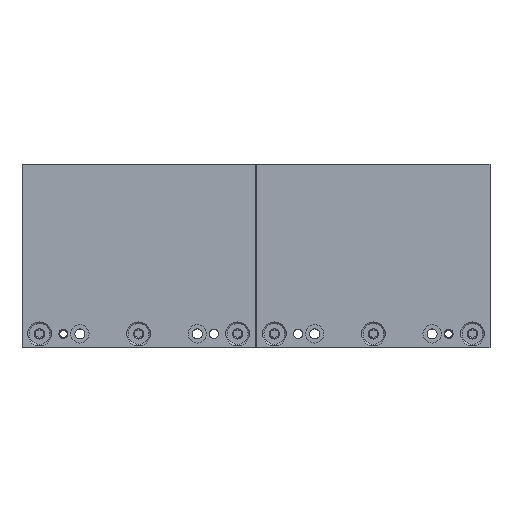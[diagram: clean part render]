
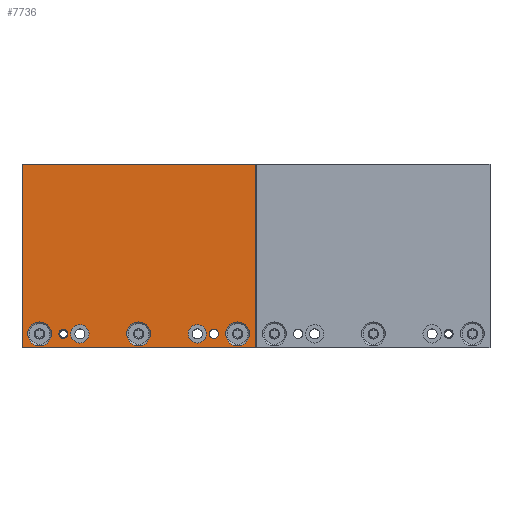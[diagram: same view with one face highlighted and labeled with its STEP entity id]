
A CAD part, top view. The second image highlights one B-rep face of the part: STEP entity #7736.
In plain terms, the highlighted planar face has unit normal (0, 0, 1).
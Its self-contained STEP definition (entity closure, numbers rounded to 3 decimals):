
#595=DIRECTION('',(-1.,0.,0.));
#596=VECTOR('',#595,127.15);
#597=CARTESIAN_POINT('',(-0.425,-16.9,19.055));
#598=LINE('',#597,#596);
#599=CARTESIAN_POINT('',(-105.,-9.45,19.055));
#600=DIRECTION('',(0.,0.,-1.));
#601=DIRECTION('',(-1.,0.,0.));
#602=AXIS2_PLACEMENT_3D('',#599,#600,#601);
#604=CARTESIAN_POINT('',(-105.,-9.45,19.055));
#605=DIRECTION('',(0.,0.,-1.));
#606=DIRECTION('',(1.,0.,0.));
#607=AXIS2_PLACEMENT_3D('',#604,#605,#606);
#609=CARTESIAN_POINT('',(-23.,-9.45,19.055));
#610=DIRECTION('',(0.,0.,-1.));
#611=DIRECTION('',(-1.,0.,0.));
#612=AXIS2_PLACEMENT_3D('',#609,#610,#611);
#614=CARTESIAN_POINT('',(-23.,-9.45,19.055));
#615=DIRECTION('',(0.,0.,-1.));
#616=DIRECTION('',(1.,0.,0.));
#617=AXIS2_PLACEMENT_3D('',#614,#615,#616);
#619=CARTESIAN_POINT('',(-96.,-9.45,19.055));
#620=DIRECTION('',(0.,0.,1.));
#621=DIRECTION('',(-1.,0.,0.));
#622=AXIS2_PLACEMENT_3D('',#619,#620,#621);
#624=CARTESIAN_POINT('',(-96.,-9.45,19.055));
#625=DIRECTION('',(0.,0.,1.));
#626=DIRECTION('',(1.,0.,0.));
#627=AXIS2_PLACEMENT_3D('',#624,#625,#626);
#629=CARTESIAN_POINT('',(-32.,-9.45,19.055));
#630=DIRECTION('',(0.,0.,1.));
#631=DIRECTION('',(-1.,0.,0.));
#632=AXIS2_PLACEMENT_3D('',#629,#630,#631);
#634=CARTESIAN_POINT('',(-32.,-9.45,19.055));
#635=DIRECTION('',(0.,0.,1.));
#636=DIRECTION('',(1.,0.,0.));
#637=AXIS2_PLACEMENT_3D('',#634,#635,#636);
#639=CARTESIAN_POINT('',(-118.,-9.45,19.055));
#640=DIRECTION('',(0.,0.,1.));
#641=DIRECTION('',(-1.,0.,0.));
#642=AXIS2_PLACEMENT_3D('',#639,#640,#641);
#644=CARTESIAN_POINT('',(-118.,-9.45,19.055));
#645=DIRECTION('',(0.,0.,1.));
#646=DIRECTION('',(1.,0.,0.));
#647=AXIS2_PLACEMENT_3D('',#644,#645,#646);
#649=CARTESIAN_POINT('',(-64.,-9.45,19.055));
#650=DIRECTION('',(0.,0.,1.));
#651=DIRECTION('',(-1.,0.,0.));
#652=AXIS2_PLACEMENT_3D('',#649,#650,#651);
#654=CARTESIAN_POINT('',(-64.,-9.45,19.055));
#655=DIRECTION('',(0.,0.,1.));
#656=DIRECTION('',(1.,0.,0.));
#657=AXIS2_PLACEMENT_3D('',#654,#655,#656);
#659=CARTESIAN_POINT('',(-10.,-9.45,19.055));
#660=DIRECTION('',(0.,0.,1.));
#661=DIRECTION('',(-1.,0.,0.));
#662=AXIS2_PLACEMENT_3D('',#659,#660,#661);
#664=CARTESIAN_POINT('',(-10.,-9.45,19.055));
#665=DIRECTION('',(0.,0.,1.));
#666=DIRECTION('',(1.,0.,0.));
#667=AXIS2_PLACEMENT_3D('',#664,#665,#666);
#673=DIRECTION('',(0.,1.,0.));
#674=VECTOR('',#673,100.);
#675=CARTESIAN_POINT('',(-0.425,-16.9,19.055));
#676=LINE('',#675,#674);
#3509=DIRECTION('',(-1.,0.,0.));
#3510=VECTOR('',#3509,127.15);
#3511=CARTESIAN_POINT('',(-0.425,83.1,19.055));
#3512=LINE('',#3511,#3510);
#3521=DIRECTION('',(0.,1.,0.));
#3522=VECTOR('',#3521,100.);
#3523=CARTESIAN_POINT('',(-127.575,-16.9,19.055));
#3524=LINE('',#3523,#3522);
#5815=CARTESIAN_POINT('',(-0.425,-16.9,19.055));
#5816=CARTESIAN_POINT('',(-0.425,83.1,19.055));
#5817=VERTEX_POINT('',#5815);
#5818=VERTEX_POINT('',#5816);
#5825=CARTESIAN_POINT('',(-127.575,-16.9,19.055));
#5826=VERTEX_POINT('',#5825);
#5827=CARTESIAN_POINT('',(-127.575,83.1,19.055));
#5828=VERTEX_POINT('',#5827);
#5829=CARTESIAN_POINT('',(-101.,-9.45,19.055));
#5830=CARTESIAN_POINT('',(-91.,-9.45,19.055));
#5831=VERTEX_POINT('',#5829);
#5832=VERTEX_POINT('',#5830);
#5833=CARTESIAN_POINT('',(-124.5,-9.45,19.055));
#5834=CARTESIAN_POINT('',(-111.5,-9.45,19.055));
#5835=VERTEX_POINT('',#5833);
#5836=VERTEX_POINT('',#5834);
#5837=CARTESIAN_POINT('',(-37.,-9.45,19.055));
#5838=CARTESIAN_POINT('',(-27.,-9.45,19.055));
#5839=VERTEX_POINT('',#5837);
#5840=VERTEX_POINT('',#5838);
#5841=CARTESIAN_POINT('',(-70.5,-9.45,19.055));
#5842=CARTESIAN_POINT('',(-57.5,-9.45,19.055));
#5843=VERTEX_POINT('',#5841);
#5844=VERTEX_POINT('',#5842);
#5845=CARTESIAN_POINT('',(-16.5,-9.45,19.055));
#5846=CARTESIAN_POINT('',(-3.5,-9.45,19.055));
#5847=VERTEX_POINT('',#5845);
#5848=VERTEX_POINT('',#5846);
#5849=CARTESIAN_POINT('',(-107.5,-9.45,19.055));
#5850=CARTESIAN_POINT('',(-102.5,-9.45,19.055));
#5851=VERTEX_POINT('',#5849);
#5852=VERTEX_POINT('',#5850);
#5857=CARTESIAN_POINT('',(-25.5,-9.45,19.055));
#5858=CARTESIAN_POINT('',(-20.5,-9.45,19.055));
#5859=VERTEX_POINT('',#5857);
#5860=VERTEX_POINT('',#5858);
#7681=CARTESIAN_POINT('',(-0.425,-16.9,19.055));
#7682=DIRECTION('',(0.,0.,1.));
#7683=DIRECTION('',(0.,1.,0.));
#7684=AXIS2_PLACEMENT_3D('',#7681,#7682,#7683);
#7685=PLANE('',#7684);
#7687=ORIENTED_EDGE('',*,*,#7686,.F.);
#7689=ORIENTED_EDGE('',*,*,#7688,.T.);
#7691=ORIENTED_EDGE('',*,*,#7690,.T.);
#7693=ORIENTED_EDGE('',*,*,#7692,.F.);
#7694=EDGE_LOOP('',(#7687,#7689,#7691,#7693));
#7695=FACE_OUTER_BOUND('',#7694,.F.);
#7697=ORIENTED_EDGE('',*,*,#7696,.F.);
#7699=ORIENTED_EDGE('',*,*,#7698,.F.);
#7700=EDGE_LOOP('',(#7697,#7699));
#7701=FACE_BOUND('',#7700,.F.);
#7703=ORIENTED_EDGE('',*,*,#7702,.F.);
#7705=ORIENTED_EDGE('',*,*,#7704,.F.);
#7706=EDGE_LOOP('',(#7703,#7705));
#7707=FACE_BOUND('',#7706,.F.);
#7708=ORIENTED_EDGE('',*,*,#7661,.T.);
#7709=ORIENTED_EDGE('',*,*,#7675,.T.);
#7710=EDGE_LOOP('',(#7708,#7709));
#7711=FACE_BOUND('',#7710,.F.);
#7713=ORIENTED_EDGE('',*,*,#7712,.T.);
#7715=ORIENTED_EDGE('',*,*,#7714,.T.);
#7716=EDGE_LOOP('',(#7713,#7715));
#7717=FACE_BOUND('',#7716,.F.);
#7719=ORIENTED_EDGE('',*,*,#7718,.T.);
#7721=ORIENTED_EDGE('',*,*,#7720,.T.);
#7722=EDGE_LOOP('',(#7719,#7721));
#7723=FACE_BOUND('',#7722,.F.);
#7725=ORIENTED_EDGE('',*,*,#7724,.T.);
#7727=ORIENTED_EDGE('',*,*,#7726,.T.);
#7728=EDGE_LOOP('',(#7725,#7727));
#7729=FACE_BOUND('',#7728,.F.);
#7731=ORIENTED_EDGE('',*,*,#7730,.T.);
#7733=ORIENTED_EDGE('',*,*,#7732,.T.);
#7734=EDGE_LOOP('',(#7731,#7733));
#7735=FACE_BOUND('',#7734,.F.);
#603=CIRCLE('',#602,2.5);
#608=CIRCLE('',#607,2.5);
#613=CIRCLE('',#612,2.5);
#618=CIRCLE('',#617,2.5);
#623=CIRCLE('',#622,5.);
#628=CIRCLE('',#627,5.);
#633=CIRCLE('',#632,5.);
#638=CIRCLE('',#637,5.);
#643=CIRCLE('',#642,6.5);
#648=CIRCLE('',#647,6.5);
#653=CIRCLE('',#652,6.5);
#658=CIRCLE('',#657,6.5);
#663=CIRCLE('',#662,6.5);
#668=CIRCLE('',#667,6.5);
#7661=EDGE_CURVE('',#5831,#5832,#623,.T.);
#7675=EDGE_CURVE('',#5832,#5831,#628,.T.);
#7686=EDGE_CURVE('',#5817,#5818,#676,.T.);
#7688=EDGE_CURVE('',#5817,#5826,#598,.T.);
#7690=EDGE_CURVE('',#5826,#5828,#3524,.T.);
#7692=EDGE_CURVE('',#5818,#5828,#3512,.T.);
#7696=EDGE_CURVE('',#5851,#5852,#603,.T.);
#7698=EDGE_CURVE('',#5852,#5851,#608,.T.);
#7702=EDGE_CURVE('',#5859,#5860,#613,.T.);
#7704=EDGE_CURVE('',#5860,#5859,#618,.T.);
#7712=EDGE_CURVE('',#5839,#5840,#633,.T.);
#7714=EDGE_CURVE('',#5840,#5839,#638,.T.);
#7718=EDGE_CURVE('',#5835,#5836,#643,.T.);
#7720=EDGE_CURVE('',#5836,#5835,#648,.T.);
#7724=EDGE_CURVE('',#5843,#5844,#653,.T.);
#7726=EDGE_CURVE('',#5844,#5843,#658,.T.);
#7730=EDGE_CURVE('',#5847,#5848,#663,.T.);
#7732=EDGE_CURVE('',#5848,#5847,#668,.T.);
#7736=ADVANCED_FACE('',(#7695,#7701,#7707,#7711,#7717,#7723,#7729,#7735),#7685,
.T.);
